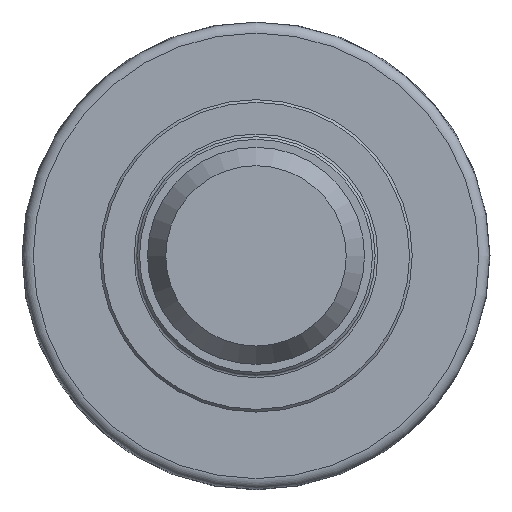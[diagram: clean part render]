
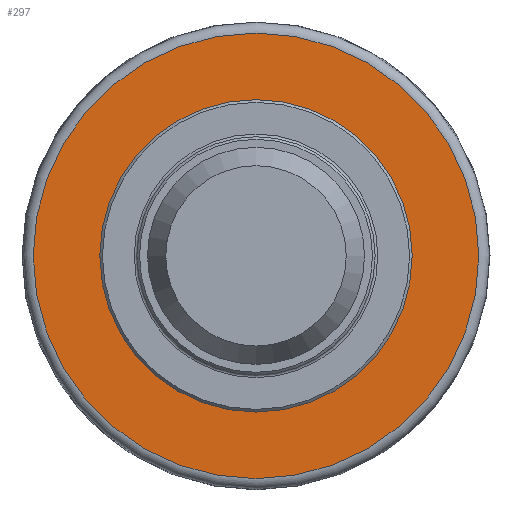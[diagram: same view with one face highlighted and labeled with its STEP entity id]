
A CAD part, left-side view. The second image highlights one B-rep face of the part: STEP entity #297.
In plain terms, the highlighted planar face has unit normal (-1, 0, 0).
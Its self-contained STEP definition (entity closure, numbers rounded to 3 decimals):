
#245=CARTESIAN_POINT('',(23.2,0.,38.27));
#246=DIRECTION('',(-1.0,0.0,0.0));
#247=DIRECTION('',(0.0,-1.0,0.0));
#248=AXIS2_PLACEMENT_3D('',#245,#246,#247);
#249=PLANE('',#248);
#250=CARTESIAN_POINT('',(23.2,0.,42.079));
#251=VERTEX_POINT('',#250);
#252=CARTESIAN_POINT('',(23.2,0.,0.));
#253=DIRECTION('',(1.0,0.0,0.0));
#254=DIRECTION('',(0.0,0.0,-1.0));
#255=AXIS2_PLACEMENT_3D('',#252,#253,#254);
#256=CIRCLE('',#255,42.079);
#257=EDGE_CURVE('',#251,#251,#256,.T.);
#258=ORIENTED_EDGE('',*,*,#257,.F.);
#259=EDGE_LOOP('',(#258));
#260=FACE_OUTER_BOUND('',#259,.T.);
#261=CARTESIAN_POINT('',(23.2,0.748,-24.286));
#262=VERTEX_POINT('',#261);
#263=CARTESIAN_POINT('',(23.2,-0.748,-24.286));
#264=VERTEX_POINT('',#263);
#265=CARTESIAN_POINT('',(23.2,0.,-22.632));
#266=DIRECTION('',(1.0,0.0,0.0));
#267=DIRECTION('',(0.0,0.0,1.0));
#268=AXIS2_PLACEMENT_3D('',#265,#266,#267);
#269=ELLIPSE('',#268,2.066,1.25);
#270=EDGE_CURVE('',#262,#264,#269,.T.);
#271=ORIENTED_EDGE('',*,*,#270,.F.);
#272=CARTESIAN_POINT('',(23.2,0.748,-25.089));
#273=VERTEX_POINT('',#272);
#274=CARTESIAN_POINT('',(23.2,0.748,-25.089));
#275=DIRECTION('',(0.0,0.0,1.0));
#276=VECTOR('',#275,0.803);
#277=LINE('',#274,#276);
#278=EDGE_CURVE('',#273,#262,#277,.T.);
#279=ORIENTED_EDGE('',*,*,#278,.F.);
#280=CARTESIAN_POINT('',(23.2,-0.748,-25.089));
#281=VERTEX_POINT('',#280);
#282=CARTESIAN_POINT('',(23.2,0.,0.));
#283=DIRECTION('',(-1.0,0.0,0.0));
#284=DIRECTION('',(0.0,0.0,-1.0));
#285=AXIS2_PLACEMENT_3D('',#282,#283,#284);
#286=CIRCLE('',#285,25.1);
#287=EDGE_CURVE('',#281,#273,#286,.T.);
#288=ORIENTED_EDGE('',*,*,#287,.F.);
#289=CARTESIAN_POINT('',(23.2,-0.748,-24.286));
#290=DIRECTION('',(0.0,0.0,-1.0));
#291=VECTOR('',#290,0.803);
#292=LINE('',#289,#291);
#293=EDGE_CURVE('',#264,#281,#292,.T.);
#294=ORIENTED_EDGE('',*,*,#293,.F.);
#295=EDGE_LOOP('',(#271,#279,#288,#294));
#296=FACE_BOUND('',#295,.T.);
#297=ADVANCED_FACE('',(#260,#296),#249,.T.);
